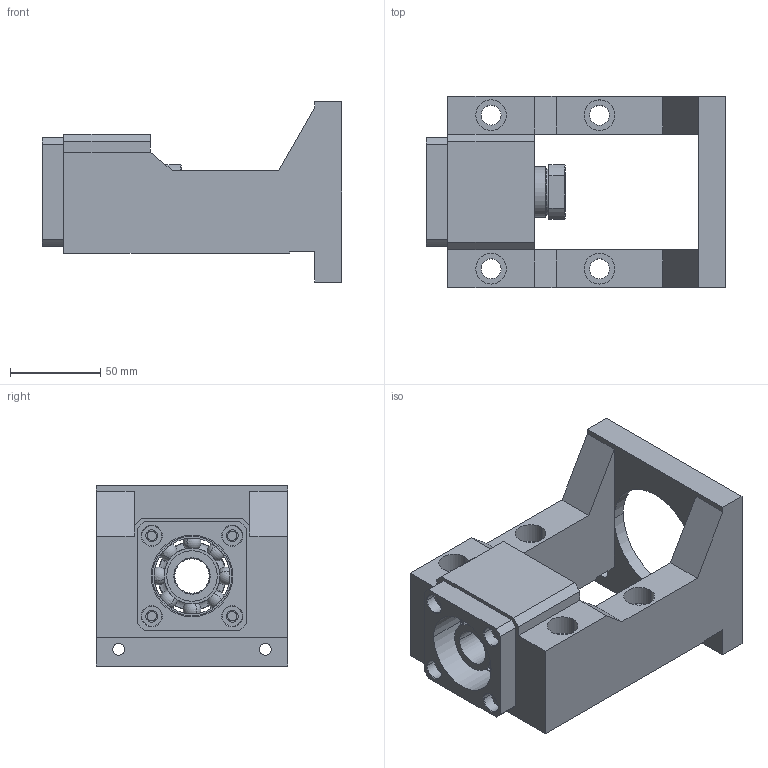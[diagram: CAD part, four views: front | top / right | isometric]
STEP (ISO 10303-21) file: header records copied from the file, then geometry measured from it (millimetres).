
FILE_DESCRIPTION(('CATIA V5 STEP Exchange'),'2;1');
FILE_NAME('TKZF20-110A-XT01580071.stp','2019-10-24T15:56:50+00:00',('none'),('none'),'CATIA Version 5 Release 20 GA (IN-10)','CATIA V5 STEP AP203','none');
FILE_SCHEMA(('CONFIG_CONTROL_DESIGN'));
Length unit declared in the file: millimetre
Products named in the file (1): TKZF20-110A-XT01580071_AllCATPart
Bounding box: 166 x 106 x 100 mm (x, y, z)
Volume: 536722.1 mm3; surface area: 117172.7 mm2
Topology: 18 solids, 21 shells, 278 faces, 660 edges, 388 vertices
Faces by surface type: cylinder 110, plane 84, sphere 32, torus 28, cone 24
Entity records: 6812 total; most frequent: ORIENTED_EDGE 1192, CARTESIAN_POINT 1185, DIRECTION 912, EDGE_CURVE 596, AXIS2_PLACEMENT_3D 505, VERTEX_POINT 388, CIRCLE 336, EDGE_LOOP 332
